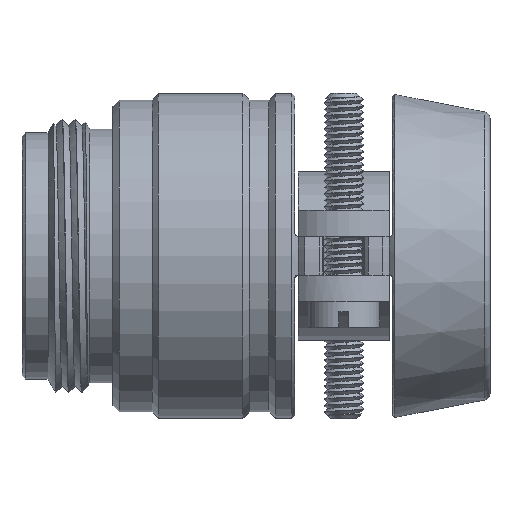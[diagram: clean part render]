
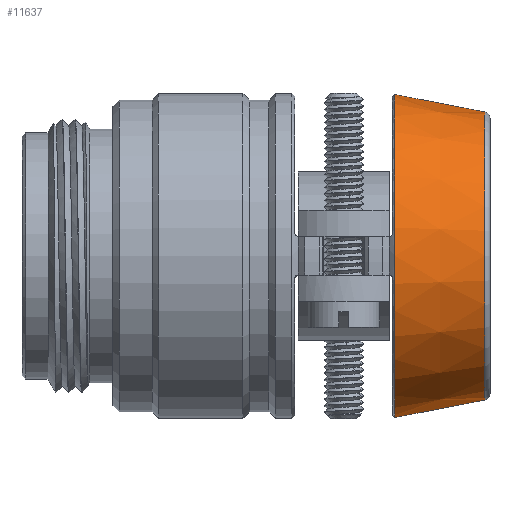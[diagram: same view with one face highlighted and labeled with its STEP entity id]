
A CAD part, top view. The second image highlights one B-rep face of the part: STEP entity #11637.
In plain terms, the highlighted conical face has half-angle 11 degrees and reference radius 11.751 mm.
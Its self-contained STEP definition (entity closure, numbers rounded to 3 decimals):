
#20=CARTESIAN_POINT('',(35.595,0.,0.));
#21=DIRECTION('',(-1.,0.,0.));
#22=DIRECTION('',(0.,-1.,0.));
#23=AXIS2_PLACEMENT_3D('',#20,#21,#22);
#35=DIRECTION('',(-0.982,0.191,0.));
#36=VECTOR('',#35,7.051);
#37=CARTESIAN_POINT('',(35.595,11.079,0.));
#38=LINE('686',#37,#36);
#39=DIRECTION('',(-0.982,-0.191,0.));
#40=VECTOR('',#39,7.051);
#41=CARTESIAN_POINT('',(35.595,-11.079,0.));
#42=LINE('687',#41,#40);
#323=CARTESIAN_POINT('',(28.674,0.,0.));
#324=DIRECTION('',(1.,0.,0.));
#325=DIRECTION('',(0.,1.,0.));
#326=AXIS2_PLACEMENT_3D('',#323,#324,#325);
#10889=CARTESIAN_POINT('',(28.674,12.424,0.));
#10890=CARTESIAN_POINT('',(28.674,-12.424,0.));
#10891=VERTEX_POINT('',#10889);
#10892=VERTEX_POINT('',#10890);
#10998=CARTESIAN_POINT('',(35.595,-11.079,0.));
#10999=CARTESIAN_POINT('',(35.595,11.079,0.));
#11000=VERTEX_POINT('',#10998);
#11001=VERTEX_POINT('',#10999);
#11623=CARTESIAN_POINT('',(32.135,0.,0.));
#11624=DIRECTION('',(-1.,0.,0.));
#11625=DIRECTION('',(0.,1.,0.));
#11626=AXIS2_PLACEMENT_3D('',#11623,#11624,#11625);
#11627=CONICAL_SURFACE('246',#11626,11.751,11.);
#11628=ORIENTED_EDGE('682',*,*,#11613,.F.);
#11630=ORIENTED_EDGE('687',*,*,#11629,.T.);
#11632=ORIENTED_EDGE('571',*,*,#11631,.F.);
#11634=ORIENTED_EDGE('686',*,*,#11633,.F.);
#11635=EDGE_LOOP('246',(#11628,#11630,#11632,#11634));
#11636=FACE_OUTER_BOUND('246',#11635,.F.);
#24=CIRCLE('682',#23,11.079);
#327=CIRCLE('571',#326,12.424);
#11613=EDGE_CURVE('682',#11000,#11001,#24,.T.);
#11629=EDGE_CURVE('687',#11000,#10892,#42,.T.);
#11631=EDGE_CURVE('571',#10891,#10892,#327,.T.);
#11633=EDGE_CURVE('686',#11001,#10891,#38,.T.);
#11637=ADVANCED_FACE('246',(#11636),#11627,.T.);
